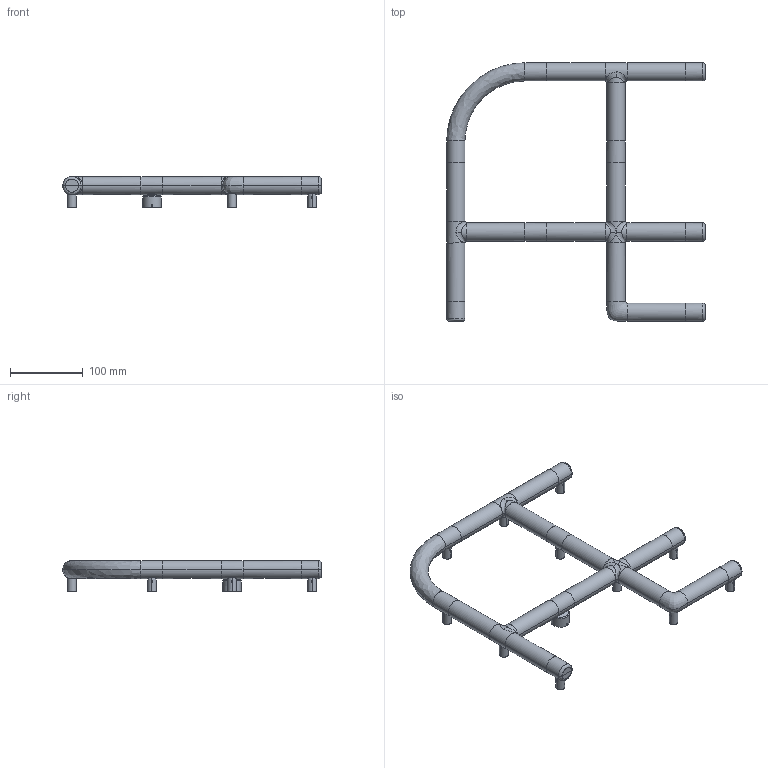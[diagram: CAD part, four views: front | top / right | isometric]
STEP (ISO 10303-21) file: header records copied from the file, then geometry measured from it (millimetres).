
FILE_DESCRIPTION(/* description */ (''),/* implementation_level */ '2;1');
FILE_NAME(/* name */ '1215’00_--A.O.L. L.M. LETTERA ’',/* time_stamp */ '2024-06-05T17:47:14+02:00',/* author */ (''),/* organization */ (''),/* preprocessor_version */ 'ST-DEVELOPER v16.5',/* originating_system */ 'Rhino 7.37',/* authorisation */ '');
FILE_SCHEMA (('AUTOMOTIVE_DESIGN'));
Length unit declared in the file: millimetre
Products named in the file (1): Document
Bounding box: 354.72 x 354.73 x 42.5 mm (x, y, z)
Surface area: 123306 mm2 (no closed solid volume)
Topology: 0 solids, 13 shells, 435 faces, 1072 edges, 653 vertices
Faces by surface type: bspline 184, cylinder 163, plane 88
Entity records: 36461 total; most frequent: CARTESIAN_POINT 26235, ORIENTED_EDGE 2022, EDGE_CURVE 1072, VERTEX_POINT 653, B_SPLINE_CURVE_WITH_KNOTS 624, EDGE_LOOP 502, COLOUR_RGB 448, FILL_AREA_STYLE_COLOUR 448
